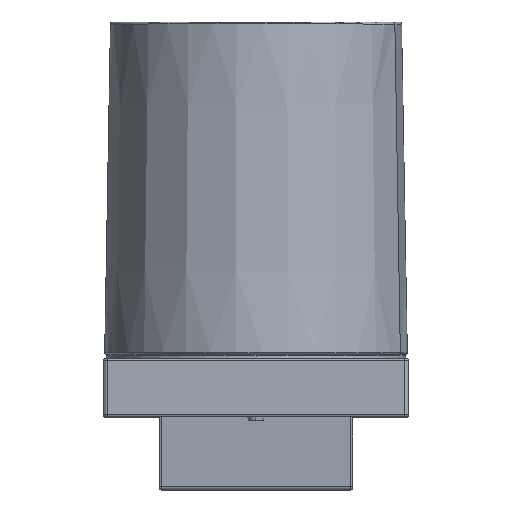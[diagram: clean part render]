
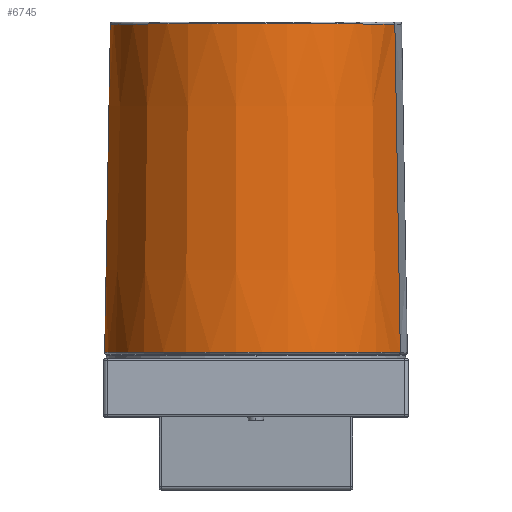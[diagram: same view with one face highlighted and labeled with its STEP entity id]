
A CAD part, top view. The second image highlights one B-rep face of the part: STEP entity #6745.
In plain terms, the highlighted conical face has half-angle 1 degrees and reference radius 38.75 mm.
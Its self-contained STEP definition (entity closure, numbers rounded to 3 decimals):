
#486 = VERTEX_POINT ( 'NONE', #2916 ) ;
#1275 = VECTOR ( 'NONE', #2763, 1000. ) ;
#1350 = EDGE_LOOP ( 'NONE', ( #8821, #5487, #7687, #8243 ) ) ;
#2011 = AXIS2_PLACEMENT_3D ( 'NONE', #3043, #3954, #5767 ) ;
#2168 = VERTEX_POINT ( 'NONE', #9652 ) ;
#2351 = DIRECTION ( 'NONE',  ( 0., -1., 0. ) ) ;
#2382 = LINE ( 'NONE', #7328, #1275 ) ;
#2763 = DIRECTION ( 'NONE',  ( 0.017, -1., 0.005 ) ) ;
#2916 = CARTESIAN_POINT ( 'NONE',  ( 36.925, 9.009, 20.752 ) ) ;
#3043 = CARTESIAN_POINT ( 'NONE',  ( 0., 9.009, 9. ) ) ;
#3086 = VECTOR ( 'NONE', #9614, 1000. ) ;
#3573 = VERTEX_POINT ( 'NONE', #10274 ) ;
#3954 = DIRECTION ( 'NONE',  ( 0., -1., 0. ) ) ;
#5039 = DIRECTION ( 'NONE',  ( 0.953, 0., 0.303 ) ) ;
#5075 = CARTESIAN_POINT ( 'NONE',  ( -36.925, 9.009, -2.752 ) ) ;
#5355 = CIRCLE ( 'NONE', #6383, 37.284 ) ;
#5487 = ORIENTED_EDGE ( 'NONE', *, *, #8787, .T. ) ;
#5767 = DIRECTION ( 'NONE',  ( 0.953, 0., 0.303 ) ) ;
#6383 = AXIS2_PLACEMENT_3D ( 'NONE', #8692, #2351, #5039 ) ;
#6654 = CONICAL_SURFACE ( 'NONE', #10106, 38.75, 0.017 ) ;
#6745 = ADVANCED_FACE ( 'NONE', ( #6930 ), #6654, .T. ) ;
#6759 = CARTESIAN_POINT ( 'NONE',  ( 0., 9.009, 9. ) ) ;
#6930 = FACE_OUTER_BOUND ( 'NONE', #1350, .T. ) ;
#7328 = CARTESIAN_POINT ( 'NONE',  ( 36.925, 9.009, 20.752 ) ) ;
#7687 = ORIENTED_EDGE ( 'NONE', *, *, #9820, .F. ) ;
#8243 = ORIENTED_EDGE ( 'NONE', *, *, #8887, .F. ) ;
#8428 = CIRCLE ( 'NONE', #2011, 38.75 ) ;
#8692 = CARTESIAN_POINT ( 'NONE',  ( 0., 93.009, 9. ) ) ;
#8787 = EDGE_CURVE ( 'NONE', #3573, #9817, #9116, .T. ) ;
#8821 = ORIENTED_EDGE ( 'NONE', *, *, #9113, .T. ) ;
#8887 = EDGE_CURVE ( 'NONE', #2168, #486, #2382, .T. ) ;
#9113 = EDGE_CURVE ( 'NONE', #2168, #3573, #5355, .T. ) ;
#9116 = LINE ( 'NONE', #5075, #3086 ) ;
#9385 = DIRECTION ( 'NONE',  ( 0.953, 0., 0.303 ) ) ;
#9614 = DIRECTION ( 'NONE',  ( -0.017, -1., -0.005 ) ) ;
#9652 = CARTESIAN_POINT ( 'NONE',  ( 35.528, 93.009, 20.307 ) ) ;
#9817 = VERTEX_POINT ( 'NONE', #10994 ) ;
#9820 = EDGE_CURVE ( 'NONE', #486, #9817, #8428, .T. ) ;
#10106 = AXIS2_PLACEMENT_3D ( 'NONE', #6759, #11175, #9385 ) ;
#10274 = CARTESIAN_POINT ( 'NONE',  ( -35.528, 93.009, -2.307 ) ) ;
#10994 = CARTESIAN_POINT ( 'NONE',  ( -36.925, 9.009, -2.752 ) ) ;
#11175 = DIRECTION ( 'NONE',  ( 0., -1., 0. ) ) ;
